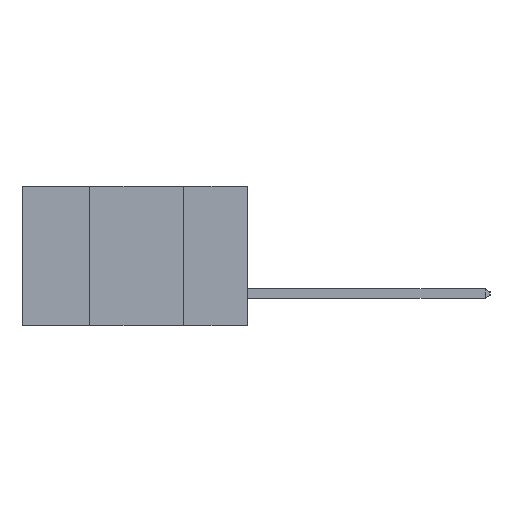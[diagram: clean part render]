
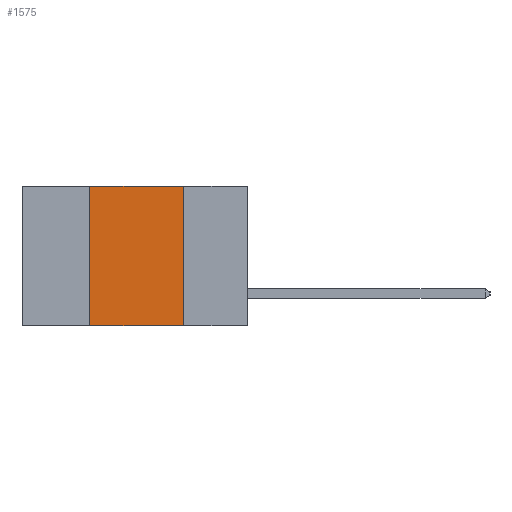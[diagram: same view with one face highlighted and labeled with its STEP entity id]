
A CAD part, left-side view. The second image highlights one B-rep face of the part: STEP entity #1575.
In plain terms, the highlighted planar face has unit normal (-1, 0, 0).
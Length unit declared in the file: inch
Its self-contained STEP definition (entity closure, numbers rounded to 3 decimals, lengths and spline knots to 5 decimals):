
#563 = ORIENTED_EDGE ( 'NONE', *, *, #5184, .F. ) ;
#814 = VECTOR ( 'NONE', #6054, 39.37008 ) ;
#1270 = DIRECTION ( 'NONE',  ( 0., 0., -1. ) ) ;
#1444 = CARTESIAN_POINT ( 'NONE',  ( 0., 0.6, 0. ) ) ;
#1575 = ADVANCED_FACE ( 'NONE', ( #4035 ), #5733, .F. ) ;
#1608 = VERTEX_POINT ( 'NONE', #5178 ) ;
#1809 = VERTEX_POINT ( 'NONE', #4849 ) ;
#1964 = LINE ( 'NONE', #8376, #8541 ) ;
#2019 = CARTESIAN_POINT ( 'NONE',  ( 0., 0.6, 0. ) ) ;
#2228 = CARTESIAN_POINT ( 'NONE',  ( 0., 0.17, 0. ) ) ;
#2423 = ORIENTED_EDGE ( 'NONE', *, *, #5233, .T. ) ;
#3095 = LINE ( 'NONE', #6338, #814 ) ;
#3990 = AXIS2_PLACEMENT_3D ( 'NONE', #1444, #4189, #1270 ) ;
#4035 = FACE_OUTER_BOUND ( 'NONE', #6874, .T. ) ;
#4189 = DIRECTION ( 'NONE',  ( 1., 0., 0. ) ) ;
#4510 = ORIENTED_EDGE ( 'NONE', *, *, #8703, .F. ) ;
#4719 = ORIENTED_EDGE ( 'NONE', *, *, #8959, .F. ) ;
#4849 = CARTESIAN_POINT ( 'NONE',  ( 0., 0.17, -0.37 ) ) ;
#5149 = LINE ( 'NONE', #7539, #8598 ) ;
#5178 = CARTESIAN_POINT ( 'NONE',  ( 0., 0.42, 0. ) ) ;
#5184 = EDGE_CURVE ( 'NONE', #5872, #1608, #5149, .T. ) ;
#5233 = EDGE_CURVE ( 'NONE', #5872, #1809, #3095, .T. ) ;
#5733 = PLANE ( 'NONE',  #3990 ) ;
#5836 = LINE ( 'NONE', #2019, #7379 ) ;
#5872 = VERTEX_POINT ( 'NONE', #7738 ) ;
#6054 = DIRECTION ( 'NONE',  ( 0., -1., 0. ) ) ;
#6338 = CARTESIAN_POINT ( 'NONE',  ( 0., 0.6, -0.37 ) ) ;
#6667 = VERTEX_POINT ( 'NONE', #2228 ) ;
#6874 = EDGE_LOOP ( 'NONE', ( #4719, #4510, #563, #2423 ) ) ;
#7033 = DIRECTION ( 'NONE',  ( 0., 0., 1. ) ) ;
#7143 = DIRECTION ( 'NONE',  ( 0., 0., -1. ) ) ;
#7379 = VECTOR ( 'NONE', #8152, 39.37008 ) ;
#7539 = CARTESIAN_POINT ( 'NONE',  ( 0., 0.42, -0.37 ) ) ;
#7738 = CARTESIAN_POINT ( 'NONE',  ( 0., 0.42, -0.37 ) ) ;
#8152 = DIRECTION ( 'NONE',  ( 0., -1., 0. ) ) ;
#8376 = CARTESIAN_POINT ( 'NONE',  ( 0., 0.17, -0.37 ) ) ;
#8541 = VECTOR ( 'NONE', #7143, 39.37008 ) ;
#8598 = VECTOR ( 'NONE', #7033, 39.37008 ) ;
#8703 = EDGE_CURVE ( 'NONE', #1608, #6667, #5836, .T. ) ;
#8959 = EDGE_CURVE ( 'NONE', #6667, #1809, #1964, .T. ) ;
